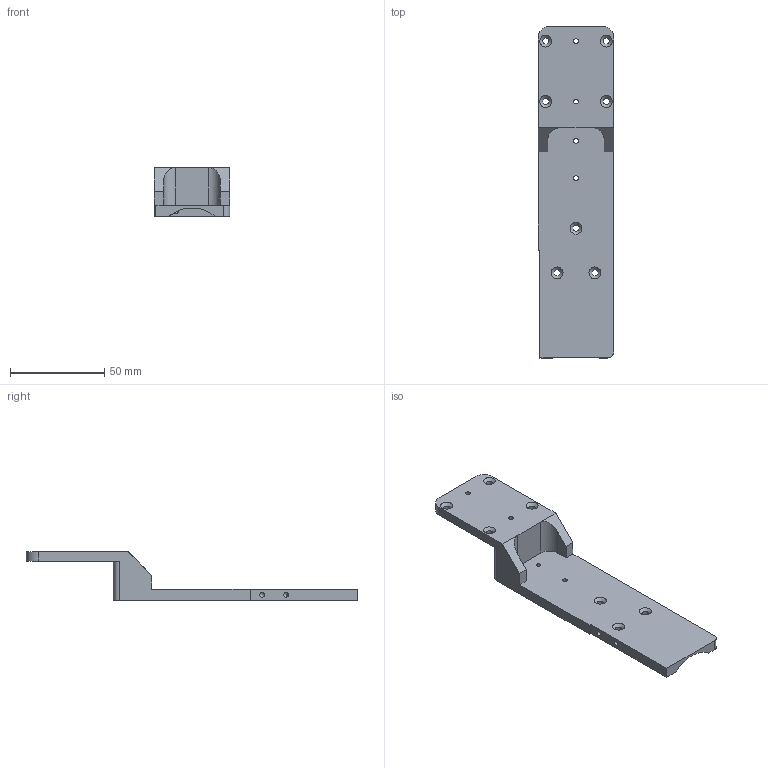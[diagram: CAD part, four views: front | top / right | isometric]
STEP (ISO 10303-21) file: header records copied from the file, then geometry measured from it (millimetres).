
FILE_DESCRIPTION(/* description */ ('NP2 CAMERA FOCUS MOTOR BRKT'),/* implementation_level */ '2;1');
FILE_NAME(/* name */ 'J009974 NP2 CAMERA FOCUS MTR BRKT Rev B.stp',/* time_stamp */ '2021-09-14T11:38:06-04:00',/* author */ ('arnoldj'),/* organization */ (''),/* preprocessor_version */ 'ST-DEVELOPER v18',/* originating_system */ 'Autodesk Inventor 2020',/* authorisation */ '');
FILE_SCHEMA (('AUTOMOTIVE_DESIGN { 1 0 10303 214 3 1 1 }'));
Length unit declared in the file: inch
Products named in the file (1): J009974 
Bounding box: 40 x 175.8 x 25.93 mm (x, y, z)
Volume: 43899.3 mm3; surface area: 19329.2 mm2
Topology: 1 solids, 1 shells, 49 faces, 164 edges, 125 vertices
Faces by surface type: cylinder 21, plane 19, cone 9
Full cylindrical faces by diameter (mm): 2.459 x6, 3.404 x7
Entity records: 1926 total; most frequent: CARTESIAN_POINT 349, DIRECTION 327, ORIENTED_EDGE 304, EDGE_CURVE 152, AXIS2_PLACEMENT_3D 123, VERTEX_POINT 105, LINE 81, VECTOR 81
